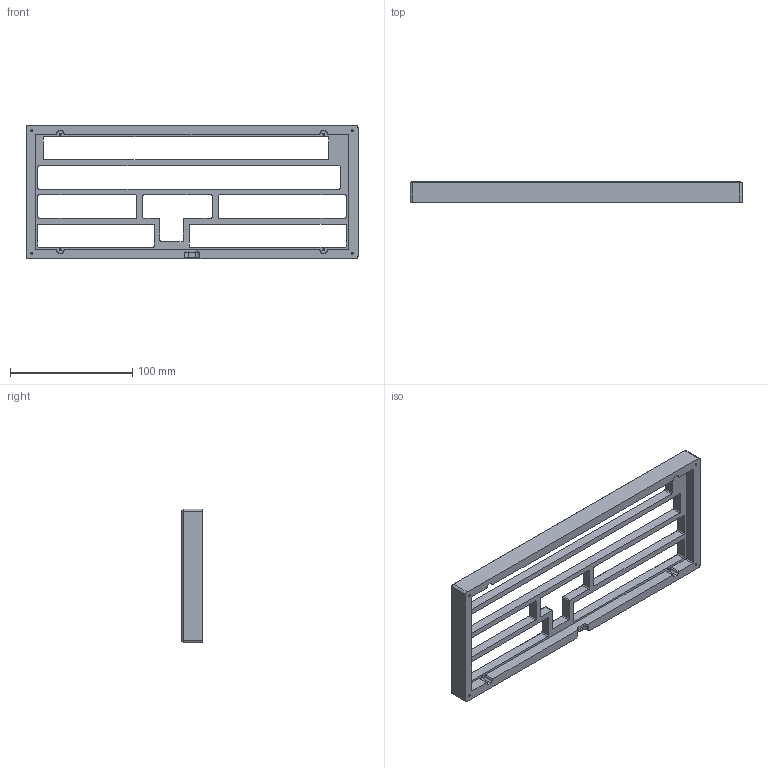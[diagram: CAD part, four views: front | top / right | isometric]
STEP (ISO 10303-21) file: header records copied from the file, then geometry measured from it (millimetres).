
FILE_DESCRIPTION(/* description */ (''),/* implementation_level */ '2;1');
FILE_NAME(/* name */ 'Bepovan_Top.step',/* time_stamp */ '2021-07-04T09:24:53-05:00',/* author */ (''),/* organization */ (''),/* preprocessor_version */ 'ST-DEVELOPER v18.1',/* originating_system */ 'Autodesk Translation Framework v10.9.0.1377',/* authorisation */ '');
FILE_SCHEMA (('AUTOMOTIVE_DESIGN { 1 0 10303 214 3 1 1 }'));
Length unit declared in the file: millimetre
Products named in the file (1): Top
Bounding box: 271.46 x 16.6 x 109.54 mm (x, y, z)
Volume: 136315.4 mm3; surface area: 58072.5 mm2
Topology: 1 solids, 1 shells, 211 faces, 527 edges, 326 vertices
Faces by surface type: plane 105, cylinder 68, cone 38
Full cylindrical faces by diameter (mm): 1.623 x8
Entity records: 6295 total; most frequent: DIRECTION 1125, CARTESIAN_POINT 1065, ORIENTED_EDGE 1054, EDGE_CURVE 527, AXIS2_PLACEMENT_3D 386, LINE 353, VECTOR 353, VERTEX_POINT 326
